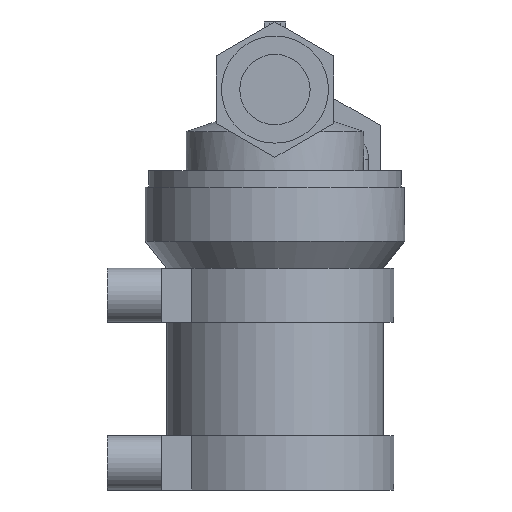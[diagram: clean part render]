
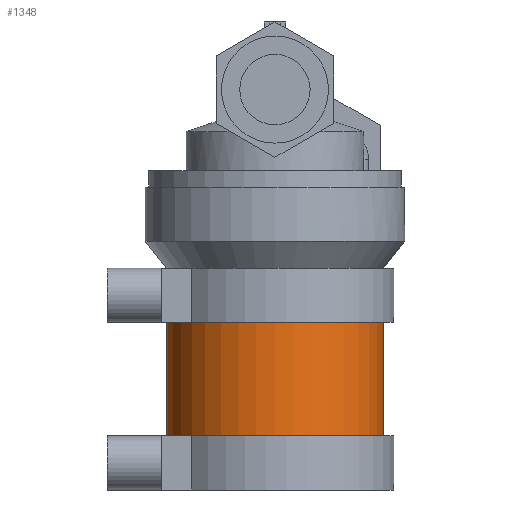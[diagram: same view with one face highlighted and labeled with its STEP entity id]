
A CAD part, left-side view. The second image highlights one B-rep face of the part: STEP entity #1348.
In plain terms, the highlighted cylindrical face has radius 20 mm (diameter 40 mm), a full revolution.
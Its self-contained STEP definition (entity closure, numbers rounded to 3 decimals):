
#69=CYLINDRICAL_SURFACE('',#1489,20.);
#136=FACE_OUTER_BOUND('',#220,.T.);
#220=EDGE_LOOP('',(#1135,#1136,#1137,#1138));
#341=LINE('',#2334,#467);
#467=VECTOR('',#1811,20.);
#531=CIRCLE('',#1479,20.);
#537=CIRCLE('',#1490,20.);
#640=VERTEX_POINT('',#2317);
#643=VERTEX_POINT('',#2333);
#805=EDGE_CURVE('',#640,#640,#531,.T.);
#813=EDGE_CURVE('',#640,#643,#341,.T.);
#814=EDGE_CURVE('',#643,#643,#537,.T.);
#1135=ORIENTED_EDGE('',*,*,#805,.F.);
#1136=ORIENTED_EDGE('',*,*,#813,.T.);
#1137=ORIENTED_EDGE('',*,*,#814,.T.);
#1138=ORIENTED_EDGE('',*,*,#813,.F.);
#1348=ADVANCED_FACE('',(#136),#69,.T.);
#1479=AXIS2_PLACEMENT_3D('',#2318,#1787,#1788);
#1489=AXIS2_PLACEMENT_3D('',#2332,#1809,#1810);
#1490=AXIS2_PLACEMENT_3D('',#2335,#1812,#1813);
#1787=DIRECTION('center_axis',(0.,0.,1.));
#1788=DIRECTION('ref_axis',(1.,0.,0.));
#1809=DIRECTION('center_axis',(0.,0.,1.));
#1810=DIRECTION('ref_axis',(1.,0.,0.));
#1811=DIRECTION('',(0.,0.,-1.));
#1812=DIRECTION('center_axis',(0.,0.,1.));
#1813=DIRECTION('ref_axis',(1.,0.,0.));
#2317=CARTESIAN_POINT('',(-20.,0.,41.));
#2318=CARTESIAN_POINT('Origin',(0.,0.,41.));
#2332=CARTESIAN_POINT('Origin',(0.,0.,0.));
#2333=CARTESIAN_POINT('',(-20.,0.,0.));
#2334=CARTESIAN_POINT('',(-20.,0.,0.));
#2335=CARTESIAN_POINT('Origin',(0.,0.,0.));
